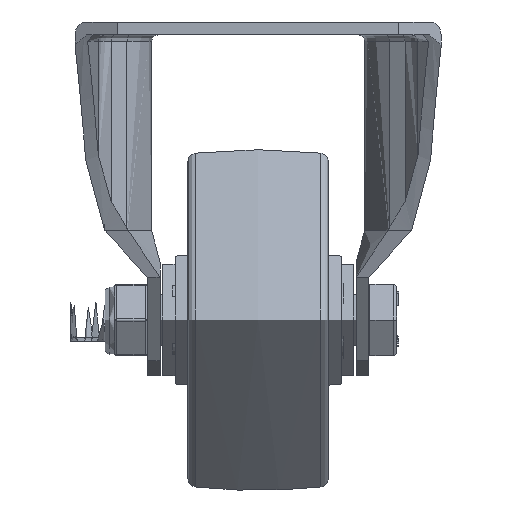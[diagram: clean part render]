
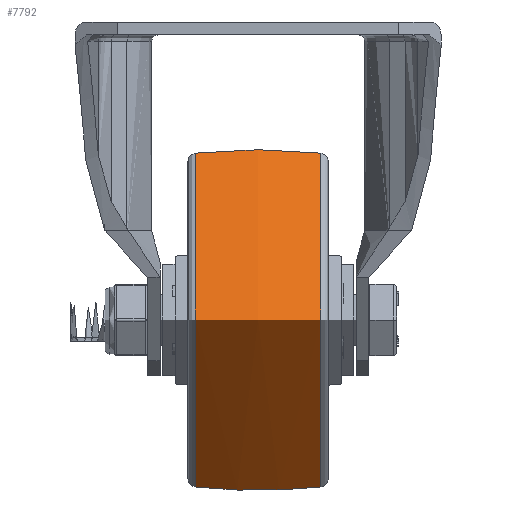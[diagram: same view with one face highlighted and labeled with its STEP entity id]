
A CAD part, left-side view. The second image highlights one B-rep face of the part: STEP entity #7792.
In plain terms, the highlighted free-form (B-spline) face has degree [2, 2] with [3, 9] control points.
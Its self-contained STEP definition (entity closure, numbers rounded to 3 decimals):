
#33=(
BOUNDED_SURFACE()
B_SPLINE_SURFACE(2,2,((#12909,#12910,#12911,#12912,#12913,#12914,#12915,
#12916,#12917),(#12918,#12919,#12920,#12921,#12922,#12923,#12924,#12925,
#12926),(#12927,#12928,#12929,#12930,#12931,#12932,#12933,#12934,#12935)),
 .UNSPECIFIED.,.F.,.T.,.F.)
B_SPLINE_SURFACE_WITH_KNOTS((3,3),(3,2,2,2,3),(-0.108,0.108),
(-3.142,-1.571,0.,1.571,3.142),
 .UNSPECIFIED.)
GEOMETRIC_REPRESENTATION_ITEM()
RATIONAL_B_SPLINE_SURFACE(((1.,0.707,1.,0.707,1.,
0.707,1.,0.707,1.),(0.994,0.703,
0.994,0.703,0.994,0.703,0.994,
0.703,0.994),(1.,0.707,1.,0.707,
1.,0.707,1.,0.707,1.)))
REPRESENTATION_ITEM('')
SURFACE()
);
#931=FACE_OUTER_BOUND('',#1412,.T.);
#1412=EDGE_LOOP('',(#6009,#6010,#6011,#6012));
#3104=CIRCLE('',#8492,39.205);
#3105=CIRCLE('',#8493,136.625);
#3106=CIRCLE('',#8494,39.205);
#3554=VERTEX_POINT('',#12906);
#3555=VERTEX_POINT('',#12936);
#4433=EDGE_CURVE('',#3554,#3554,#3104,.T.);
#4434=EDGE_CURVE('',#3554,#3555,#3105,.T.);
#4435=EDGE_CURVE('',#3555,#3555,#3106,.T.);
#6009=ORIENTED_EDGE('',*,*,#4433,.F.);
#6010=ORIENTED_EDGE('',*,*,#4434,.T.);
#6011=ORIENTED_EDGE('',*,*,#4435,.T.);
#6012=ORIENTED_EDGE('',*,*,#4434,.F.);
#7792=ADVANCED_FACE('',(#931),#33,.F.);
#8492=AXIS2_PLACEMENT_3D('',#12908,#9787,#9788);
#8493=AXIS2_PLACEMENT_3D('',#12937,#9789,#9790);
#8494=AXIS2_PLACEMENT_3D('',#12938,#9791,#9792);
#9787=DIRECTION('center_axis',(0.,1.,0.));
#9788=DIRECTION('ref_axis',(0.,0.,1.));
#9789=DIRECTION('center_axis',(-1.,0.,0.));
#9790=DIRECTION('ref_axis',(0.,0.,
-1.));
#9791=DIRECTION('center_axis',(0.,1.,0.));
#9792=DIRECTION('ref_axis',(0.,0.,1.));
#12906=CARTESIAN_POINT('',(0.,14.715,-39.205));
#12908=CARTESIAN_POINT('Origin',(0.,14.715,
0.));
#12909=CARTESIAN_POINT('Ctrl Pts',(0.,-14.715,
-39.205));
#12910=CARTESIAN_POINT('Ctrl Pts',(-39.205,-14.715,
-39.205));
#12911=CARTESIAN_POINT('Ctrl Pts',(-39.205,-14.715,
0.));
#12912=CARTESIAN_POINT('Ctrl Pts',(-39.205,-14.715,
39.205));
#12913=CARTESIAN_POINT('Ctrl Pts',(0.,-14.715,
39.205));
#12914=CARTESIAN_POINT('Ctrl Pts',(39.205,-14.715,39.205));
#12915=CARTESIAN_POINT('Ctrl Pts',(39.205,-14.715,0.));
#12916=CARTESIAN_POINT('Ctrl Pts',(39.205,-14.715,-39.205));
#12917=CARTESIAN_POINT('Ctrl Pts',(0.,-14.715,
-39.205));
#12918=CARTESIAN_POINT('Ctrl Pts',(0.,0.,
-40.799));
#12919=CARTESIAN_POINT('Ctrl Pts',(-40.799,0.,
-40.799));
#12920=CARTESIAN_POINT('Ctrl Pts',(-40.799,0.,
0.));
#12921=CARTESIAN_POINT('Ctrl Pts',(-40.799,0.,
40.799));
#12922=CARTESIAN_POINT('Ctrl Pts',(0.,0.,
40.799));
#12923=CARTESIAN_POINT('Ctrl Pts',(40.799,0.,
40.799));
#12924=CARTESIAN_POINT('Ctrl Pts',(40.799,0.,
0.));
#12925=CARTESIAN_POINT('Ctrl Pts',(40.799,0.,
-40.799));
#12926=CARTESIAN_POINT('Ctrl Pts',(0.,0.,
-40.799));
#12927=CARTESIAN_POINT('Ctrl Pts',(0.,14.715,
-39.205));
#12928=CARTESIAN_POINT('Ctrl Pts',(-39.205,14.715,-39.205));
#12929=CARTESIAN_POINT('Ctrl Pts',(-39.205,14.715,0.));
#12930=CARTESIAN_POINT('Ctrl Pts',(-39.205,14.715,39.205));
#12931=CARTESIAN_POINT('Ctrl Pts',(0.,14.715,
39.205));
#12932=CARTESIAN_POINT('Ctrl Pts',(39.205,14.715,39.205));
#12933=CARTESIAN_POINT('Ctrl Pts',(39.205,14.715,0.));
#12934=CARTESIAN_POINT('Ctrl Pts',(39.205,14.715,-39.205));
#12935=CARTESIAN_POINT('Ctrl Pts',(0.,14.715,
-39.205));
#12936=CARTESIAN_POINT('',(0.,-14.715,-39.205));
#12937=CARTESIAN_POINT('Origin',(0.,0.,
96.625));
#12938=CARTESIAN_POINT('Origin',(0.,-14.715,
0.));
